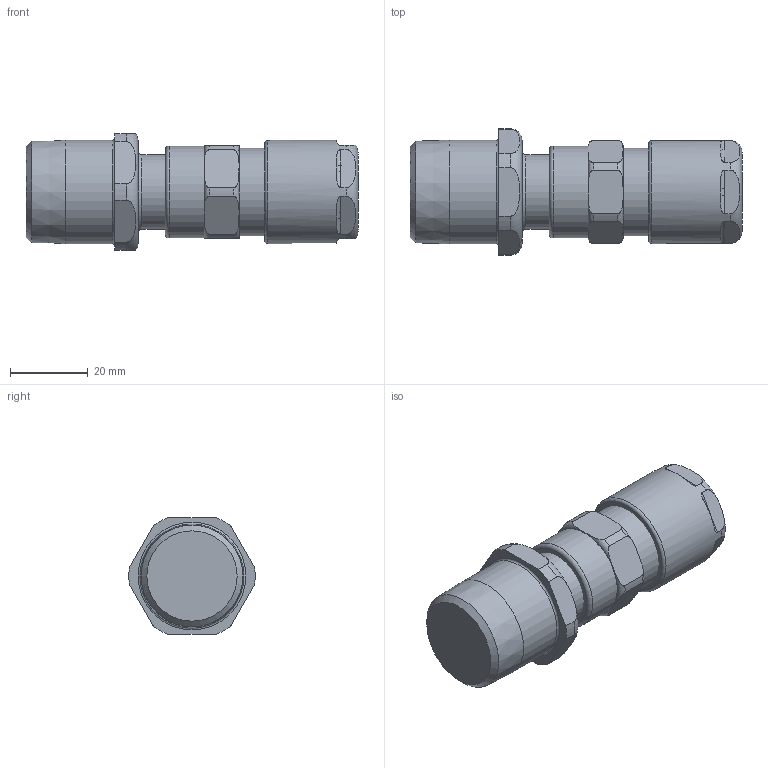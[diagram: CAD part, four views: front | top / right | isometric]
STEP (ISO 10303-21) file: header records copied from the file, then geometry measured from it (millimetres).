
FILE_DESCRIPTION(/* description */ (''),/* implementation_level */ '2;1');
FILE_NAME(/* name */ '153 RAC L O_3_4_NPT.stp',/* time_stamp */ '2021-05-09T22:43:58+05:00',/* author */ ('vinaykumark'),/* organization */ (''),/* preprocessor_version */ 'ST-DEVELOPER v18',/* originating_system */ 'Autodesk Inventor 2020',/* authorisation */ '');
FILE_SCHEMA (('AUTOMOTIVE_DESIGN { 1 0 10303 214 3 1 1 }'));
Length unit declared in the file: inch
Products named in the file (1): 153 RAC L O_3_4_NPT
Bounding box: 85.35 x 32.47 x 30 mm (x, y, z)
Volume: 58808 mm3; surface area: 20569.3 mm2
Topology: 10 solids, 10 shells, 435 faces, 1207 edges, 796 vertices
Faces by surface type: plane 136, torus 118, cylinder 94, cone 81, bspline 6
Full cylindrical faces by diameter (mm): 12 x2, 16 x1, 16.05 x1, 16.3 x2, 18 x1, 19 x3, 19.15 x1, 20.637 x1, 22.6 x1, 23 x1, 23.65 x1, 24 x1, 26.5 x1, 26.67 x1
Entity records: 16924 total; most frequent: CARTESIAN_POINT 5600, ORIENTED_EDGE 2414, DIRECTION 2227, EDGE_CURVE 1207, AXIS2_PLACEMENT_3D 966, VERTEX_POINT 796, CIRCLE 536, EDGE_LOOP 443
